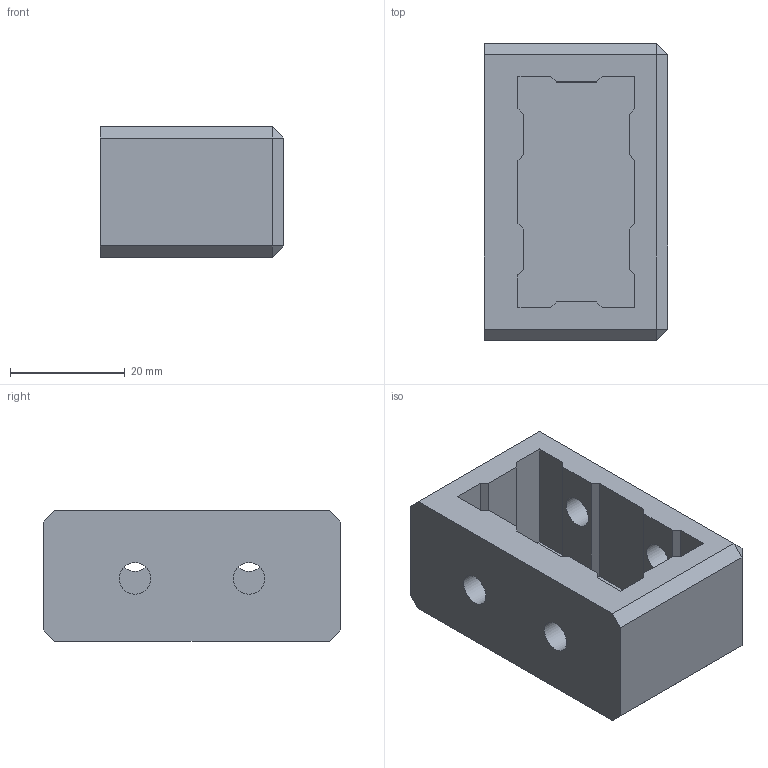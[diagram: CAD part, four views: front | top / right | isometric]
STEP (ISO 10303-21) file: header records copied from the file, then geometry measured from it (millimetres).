
FILE_DESCRIPTION(/* description */ (''),/* implementation_level */ '2;1');
FILE_NAME(/* name */ '1-Display Support Endcap 2 v2.step',/* time_stamp */ '2019-09-14T12:43:37-04:00',/* author */ (''),/* organization */ (''),/* preprocessor_version */ 'ST-DEVELOPER v18',/* originating_system */ 'Autodesk Translation Framework v8.6.0.1094',/* authorisation */ '');
FILE_SCHEMA (('AUTOMOTIVE_DESIGN { 1 0 10303 214 3 1 1 }'));
Length unit declared in the file: millimetre
Products named in the file (1): 1-Display Support Endcap 2
Bounding box: 32.05 x 51.92 x 22.85 mm (x, y, z)
Volume: 21214.6 mm3; surface area: 9676.7 mm2
Topology: 1 solids, 1 shells, 55 faces, 140 edges, 90 vertices
Faces by surface type: plane 49, cylinder 6
Full cylindrical faces by diameter (mm): 5.5 x4, 10 x2
Entity records: 1684 total; most frequent: CARTESIAN_POINT 286, ORIENTED_EDGE 280, DIRECTION 266, EDGE_CURVE 140, LINE 126, VECTOR 126, VERTEX_POINT 90, AXIS2_PLACEMENT_3D 70
